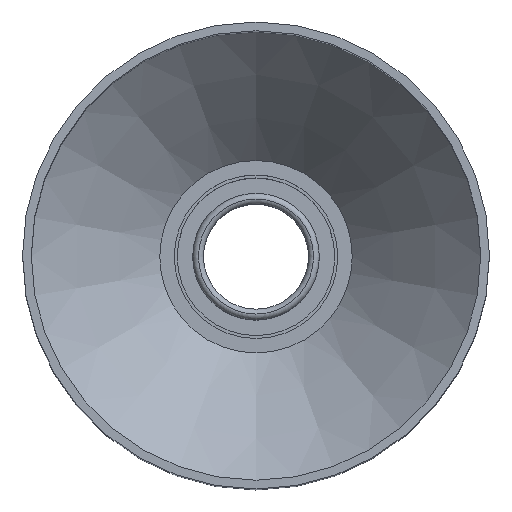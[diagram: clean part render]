
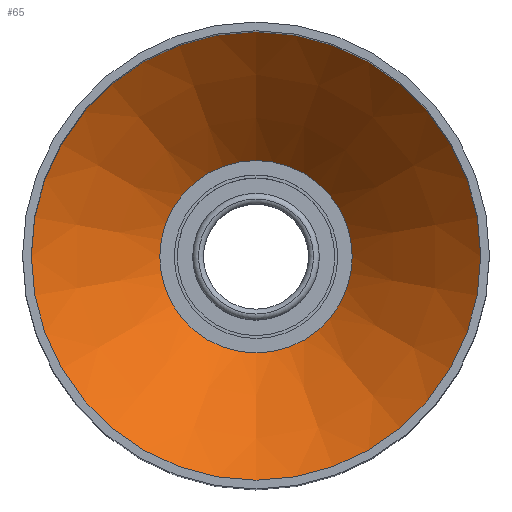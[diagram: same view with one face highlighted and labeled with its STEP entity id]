
A CAD part, top view. The second image highlights one B-rep face of the part: STEP entity #65.
In plain terms, the highlighted conical face has half-angle 44.766 degrees and reference radius 27.49 mm.
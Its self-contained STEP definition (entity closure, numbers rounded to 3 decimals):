
#65=ADVANCED_FACE('',(#177,#179),#181,.F.);
#177=FACE_BOUND('',#178,.T.);
#178=EDGE_LOOP('',(#237,#238));
#179=FACE_OUTER_BOUND('',#180,.T.);
#180=EDGE_LOOP('',(#239));
#181=CONICAL_SURFACE('',#182,27.49,0.781);
#182=AXIS2_PLACEMENT_3D('',#183,#184,#185);
#183=CARTESIAN_POINT('',(0.,0.,-11.1));
#184=DIRECTION('',(0.,0.,1.));
#185=DIRECTION('',(0.,1.,0.));
#237=ORIENTED_EDGE('',*,*,#261,.F.);
#238=ORIENTED_EDGE('',*,*,#262,.F.);
#239=ORIENTED_EDGE('',*,*,#259,.F.);
#259=EDGE_CURVE('',#288,#288,#289,.T.);
#261=EDGE_CURVE('',#292,#293,#294,.F.);
#262=EDGE_CURVE('',#293,#292,#295,.F.);
#288=VERTEX_POINT('',#358);
#289=CIRCLE('',#359,16.48);
#292=VERTEX_POINT('',#368);
#293=VERTEX_POINT('',#369);
#294=CIRCLE('',#370,38.5);
#295=CIRCLE('',#374,38.5);
#358=CARTESIAN_POINT('',(0.,16.48,-22.2));
#359=AXIS2_PLACEMENT_3D('',#360,#361,#362);
#360=CARTESIAN_POINT('',(0.,0.,-22.2));
#361=DIRECTION('',(0.,0.,1.));
#362=DIRECTION('',(0.,1.,0.));
#368=CARTESIAN_POINT('',(-38.5,0.,0.));
#369=CARTESIAN_POINT('',(0.,38.5,0.));
#370=AXIS2_PLACEMENT_3D('',#371,#372,#373);
#371=CARTESIAN_POINT('',(0.,0.,0.));
#372=DIRECTION('',(0.,0.,1.));
#373=DIRECTION('',(0.,1.,0.));
#374=AXIS2_PLACEMENT_3D('',#375,#376,#377);
#375=CARTESIAN_POINT('',(0.,0.,0.));
#376=DIRECTION('',(0.,0.,1.));
#377=DIRECTION('',(-1.,0.,0.));
